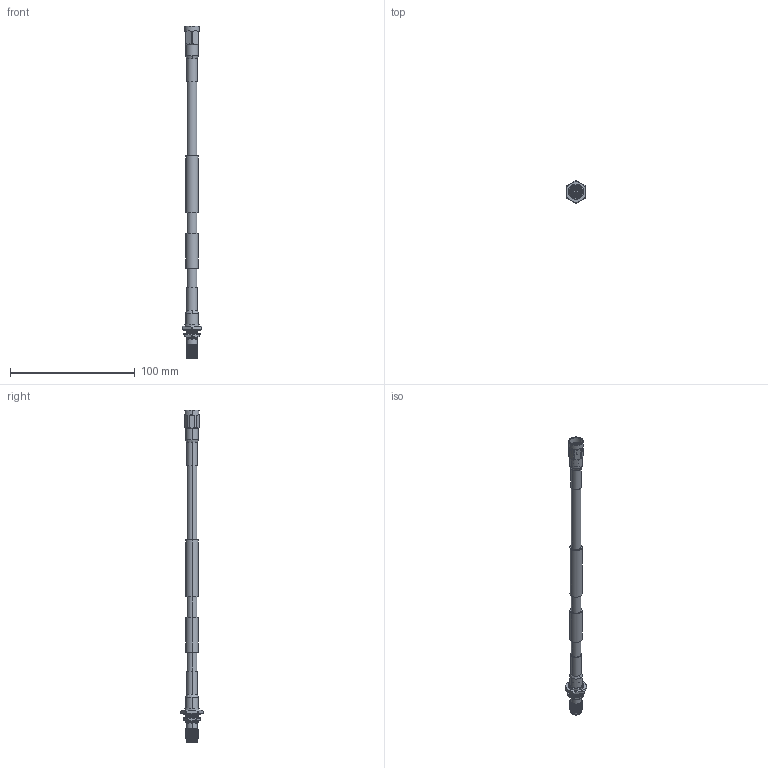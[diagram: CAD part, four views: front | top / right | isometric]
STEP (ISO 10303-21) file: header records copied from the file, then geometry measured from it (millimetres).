
FILE_DESCRIPTION (( 'STEP AP214' ), '1' );
FILE_NAME ('FMCA2263.step', '2021-02-09T19:10:32', ( '' ), ( '' ), 'SwSTEP 2.0', 'SolidWorks 2018', '' );
FILE_SCHEMA (( 'AUTOMOTIVE_DESIGN' ));
Length unit declared in the file: inch
Products named in the file (5): FM-1/4SFHC^FMCA2263; FMCA2263; FMCN1711^FMCA2263; Heat Shrink^FMCA2263; FMCN1708^FMCA2263
Assembly tree (5 placements, depth 2):
  FMCA2263
    FM-1/4SFHC^FMCA2263
    Heat Shrink^FMCA2263  x2
    FMCN1708^FMCA2263
    FMCN1711^FMCA2263
Bounding box: 16 x 17.95 x 266.67 mm (x, y, z)
Volume: 17131.7 mm3; surface area: 11419.1 mm2
Topology: 8 solids, 8 shells, 601 faces, 1643 edges, 1078 vertices
Faces by surface type: bspline 184, cylinder 169, plane 159, cone 74, torus 15
Entity records: 134458 total; most frequent: CARTESIAN_POINT 121207, ORIENTED_EDGE 3246, DIRECTION 2104, EDGE_CURVE 1623, VERTEX_POINT 1066, AXIS2_PLACEMENT_3D 789, EDGE_LOOP 625, FACE_OUTER_BOUND 593
